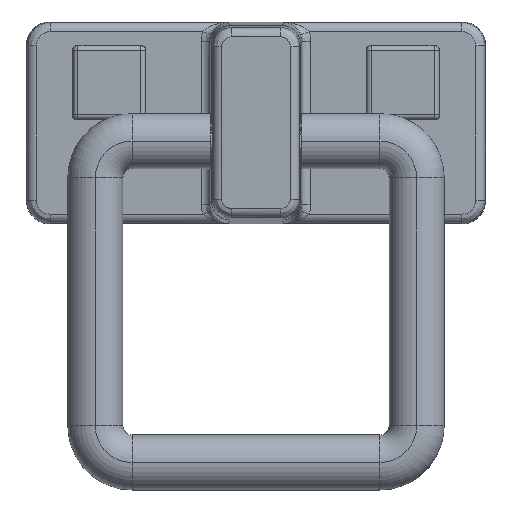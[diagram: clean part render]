
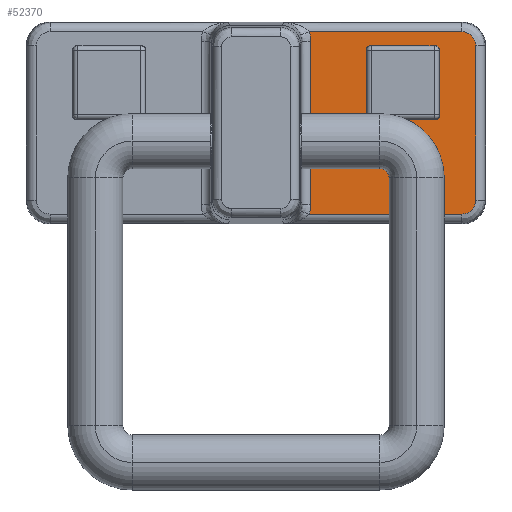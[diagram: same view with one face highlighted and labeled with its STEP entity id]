
A CAD part, top view. The second image highlights one B-rep face of the part: STEP entity #52370.
In plain terms, the highlighted planar face has unit normal (0, 0, 1).
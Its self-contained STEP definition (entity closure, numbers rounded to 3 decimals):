
#36870=CARTESIAN_POINT('',(-27.5,0.33,2.));
#36880=VERTEX_POINT('',#36870);
#36930=CARTESIAN_POINT('',(-27.5,0.83,2.));
#36940=DIRECTION('',(0.,0.,-1.));
#36950=DIRECTION('',(-0.707,-0.707,0.));
#36960=AXIS2_PLACEMENT_3D('',#36930,#36940,#36950);
#36970=ELLIPSE('',#36960,0.501,0.5);
#36980=CARTESIAN_POINT('',(-28.,0.829,2.));
#36990=VERTEX_POINT('',#36980);
#37000=EDGE_CURVE('',#36880,#36990,#36970,.T.);
#41130=CARTESIAN_POINT('',(-16.07,8.43,2.));
#41140=VERTEX_POINT('',#41130);
#41170=CARTESIAN_POINT('',(-17.57,9.93,2.));
#41180=CARTESIAN_POINT('',(-17.535,9.93,2.));
#41190=CARTESIAN_POINT('',(-17.5,9.928,2.));
#41200=CARTESIAN_POINT('',(-17.404,9.922,2.));
#41210=CARTESIAN_POINT('',(-17.342,9.914,2.));
#41220=CARTESIAN_POINT('',(-17.16,9.878,2.));
#41230=CARTESIAN_POINT('',(-17.041,9.839,2.));
#41240=CARTESIAN_POINT('',(-16.773,9.712,2.));
#41250=CARTESIAN_POINT('',(-16.631,9.612,2.));
#41260=CARTESIAN_POINT('',(-16.509,9.491,2.));
#41270=CARTESIAN_POINT('',(-16.422,9.403,2.));
#41280=CARTESIAN_POINT('',(-16.346,9.305,2.));
#41290=CARTESIAN_POINT('',(-16.219,9.093,2.));
#41300=CARTESIAN_POINT('',(-16.169,8.979,2.));
#41310=CARTESIAN_POINT('',(-16.102,8.754,2.));
#41320=CARTESIAN_POINT('',(-16.082,8.645,2.));
#41330=CARTESIAN_POINT('',(-16.072,8.5,2.));
#41340=CARTESIAN_POINT('',(-16.07,8.465,2.));
#41350=CARTESIAN_POINT('',(-16.07,8.43,2.));
#41360=B_SPLINE_CURVE_WITH_KNOTS('',3,(#41170,#41180,#41190,#41200,
#41210,#41220,#41230,#41240,#41250,#41260,#41270,#41280,#41290,#41300,
#41310,#41320,#41330,#41340,#41350),.UNSPECIFIED.,.F.,.F.,(4,2,2,2,3,2,2
,2,4),(0.,0.139,0.386,0.881,
1.569,2.063,2.556,2.998,
3.137),.UNSPECIFIED.);
#41370=CARTESIAN_POINT('',(-17.57,9.93,2.));
#41380=VERTEX_POINT('',#41370);
#41390=EDGE_CURVE('',#41380,#41140,#41360,.T.);
#42720=CARTESIAN_POINT('',(-28.,7.93,2.));
#42730=VERTEX_POINT('',#42720);
#42780=CARTESIAN_POINT('',(-28.,0.,2.));
#42790=DIRECTION('',(0.,1.,0.));
#42800=VECTOR('',#42790,1.);
#42810=LINE('',#42780,#42800);
#42820=EDGE_CURVE('',#36990,#42730,#42810,.T.);
#44670=CARTESIAN_POINT('',(-20.5,0.33,2.));
#44680=VERTEX_POINT('',#44670);
#44820=CARTESIAN_POINT('',(-20.,0.829,2.));
#44830=VERTEX_POINT('',#44820);
#44860=CARTESIAN_POINT('',(-20.5,0.83,2.));
#44870=DIRECTION('',(0.,0.,-1.));
#44880=DIRECTION('',(-0.707,0.707,0.));
#44890=AXIS2_PLACEMENT_3D('',#44860,#44870,#44880);
#44900=ELLIPSE('',#44890,0.501,0.5);
#44910=EDGE_CURVE('',#44830,#44680,#44900,.T.);
#48420=CARTESIAN_POINT('',(-20.,0.,2.));
#48430=DIRECTION('',(0.,-1.,0.));
#48440=VECTOR('',#48430,1.);
#48450=LINE('',#48420,#48440);
#48460=CARTESIAN_POINT('',(-20.,7.93,2.));
#48470=VERTEX_POINT('',#48460);
#48480=EDGE_CURVE('',#48470,#44830,#48450,.T.);
#50940=CARTESIAN_POINT('',(-27.5,7.929,2.));
#50950=DIRECTION('',(0.,0.,-1.));
#50960=DIRECTION('',(-0.707,0.707,0.));
#50970=AXIS2_PLACEMENT_3D('',#50940,#50950,#50960);
#50980=ELLIPSE('',#50970,0.501,0.5);
#50990=CARTESIAN_POINT('',(-27.5,8.43,2.));
#51000=VERTEX_POINT('',#50990);
#51010=EDGE_CURVE('',#42730,#51000,#50980,.T.);
#51130=CARTESIAN_POINT('',(-80.,0.,2.));
#51140=DIRECTION('',(0.,0.,-1.));
#51150=DIRECTION('',(-1.,0.,0.));
#51160=AXIS2_PLACEMENT_3D('',#51130,#51140,#51150);
#51170=PLANE('',#51160);
#51180=CARTESIAN_POINT('',(-34.017,0.,2.));
#51190=DIRECTION('',(0.,-1.,0.));
#51200=VECTOR('',#51190,1.);
#51210=LINE('',#51180,#51200);
#51220=CARTESIAN_POINT('',(-34.017,8.861,2.));
#51230=VERTEX_POINT('',#51220);
#51240=CARTESIAN_POINT('',(-34.017,-8.861,2.));
#51250=VERTEX_POINT('',#51240);
#51260=EDGE_CURVE('',#51230,#51250,#51210,.T.);
#51270=ORIENTED_EDGE('',*,*,#51260,.T.);
#51280=CARTESIAN_POINT('',(-34.214,9.93,2.));
#51290=CARTESIAN_POINT('',(-34.194,9.877,2.));
#51300=CARTESIAN_POINT('',(-34.176,9.825,2.));
#51310=CARTESIAN_POINT('',(-34.15,9.746,2.));
#51320=CARTESIAN_POINT('',(-34.142,9.72,2.));
#51330=CARTESIAN_POINT('',(-34.107,9.598,2.));
#51340=CARTESIAN_POINT('',(-34.085,9.502,2.));
#51350=CARTESIAN_POINT('',(-34.044,9.28,2.));
#51360=CARTESIAN_POINT('',(-34.029,9.155,2.));
#51370=CARTESIAN_POINT('',(-34.019,8.973,2.));
#51380=CARTESIAN_POINT('',(-34.017,8.917,2.));
#51390=CARTESIAN_POINT('',(-34.017,8.861,2.));
#51400=B_SPLINE_CURVE_WITH_KNOTS('',3,(#51280,#51290,#51300,#51310,
#51320,#51330,#51340,#51350,#51360,#51370,#51380,#51390),.UNSPECIFIED.,
.F.,.F.,(4,2,2,2,2,4),(0.,0.139,0.207,
0.455,0.77,0.911),.UNSPECIFIED.);
#51410=CARTESIAN_POINT('',(-34.214,9.93,2.));
#51420=VERTEX_POINT('',#51410);
#51430=EDGE_CURVE('',#51420,#51230,#51400,.T.);
#51440=ORIENTED_EDGE('',*,*,#51430,.T.);
#51450=CARTESIAN_POINT('',(-80.,9.93,2.));
#51460=DIRECTION('',(1.,0.,0.));
#51470=VECTOR('',#51460,1.);
#51480=LINE('',#51450,#51470);
#51490=EDGE_CURVE('',#51420,#41380,#51480,.T.);
#51500=ORIENTED_EDGE('',*,*,#51490,.F.);
#51510=ORIENTED_EDGE('',*,*,#41390,.F.);
#51520=CARTESIAN_POINT('',(-16.07,0.,2.));
#51530=DIRECTION('',(0.,-1.,0.));
#51540=VECTOR('',#51530,1.);
#51550=LINE('',#51520,#51540);
#51560=CARTESIAN_POINT('',(-16.07,-8.43,2.));
#51570=VERTEX_POINT('',#51560);
#51580=EDGE_CURVE('',#41140,#51570,#51550,.T.);
#51590=ORIENTED_EDGE('',*,*,#51580,.F.);
#51600=CARTESIAN_POINT('',(-16.07,-8.43,2.));
#51610=CARTESIAN_POINT('',(-16.07,-8.465,2.));
#51620=CARTESIAN_POINT('',(-16.072,-8.5,2.));
#51630=CARTESIAN_POINT('',(-16.078,-8.596,2.));
#51640=CARTESIAN_POINT('',(-16.086,-8.658,2.));
#51650=CARTESIAN_POINT('',(-16.122,-8.84,2.));
#51660=CARTESIAN_POINT('',(-16.161,-8.959,2.));
#51670=CARTESIAN_POINT('',(-16.288,-9.227,2.));
#51680=CARTESIAN_POINT('',(-16.388,-9.369,2.));
#51690=CARTESIAN_POINT('',(-16.509,-9.491,2.));
#51700=CARTESIAN_POINT('',(-16.597,-9.578,2.));
#51710=CARTESIAN_POINT('',(-16.695,-9.654,2.));
#51720=CARTESIAN_POINT('',(-16.907,-9.781,2.));
#51730=CARTESIAN_POINT('',(-17.021,-9.831,2.));
#51740=CARTESIAN_POINT('',(-17.246,-9.898,2.));
#51750=CARTESIAN_POINT('',(-17.355,-9.918,2.));
#51760=CARTESIAN_POINT('',(-17.5,-9.928,2.));
#51770=CARTESIAN_POINT('',(-17.535,-9.93,2.));
#51780=CARTESIAN_POINT('',(-17.57,-9.93,2.));
#51790=B_SPLINE_CURVE_WITH_KNOTS('',3,(#51600,#51610,#51620,#51630,
#51640,#51650,#51660,#51670,#51680,#51690,#51700,#51710,#51720,#51730,
#51740,#51750,#51760,#51770,#51780),.UNSPECIFIED.,.F.,.F.,(4,2,2,2,3,2,2
,2,4),(0.,0.139,0.386,0.881,
1.569,2.063,2.556,2.998,
3.137),.UNSPECIFIED.);
#51800=CARTESIAN_POINT('',(-17.57,-9.93,2.));
#51810=VERTEX_POINT('',#51800);
#51820=EDGE_CURVE('',#51570,#51810,#51790,.T.);
#51830=ORIENTED_EDGE('',*,*,#51820,.F.);
#51840=CARTESIAN_POINT('',(-80.,-9.93,2.));
#51850=DIRECTION('',(-1.,0.,0.));
#51860=VECTOR('',#51850,1.);
#51870=LINE('',#51840,#51860);
#51880=CARTESIAN_POINT('',(-34.214,-9.93,2.));
#51890=VERTEX_POINT('',#51880);
#51900=EDGE_CURVE('',#51810,#51890,#51870,.T.);
#51910=ORIENTED_EDGE('',*,*,#51900,.F.);
#51920=CARTESIAN_POINT('',(-34.017,-8.861,2.));
#51930=CARTESIAN_POINT('',(-34.017,-8.917,2.));
#51940=CARTESIAN_POINT('',(-34.019,-8.973,2.));
#51950=CARTESIAN_POINT('',(-34.029,-9.155,2.));
#51960=CARTESIAN_POINT('',(-34.044,-9.28,2.));
#51970=CARTESIAN_POINT('',(-34.085,-9.502,2.));
#51980=CARTESIAN_POINT('',(-34.107,-9.598,2.));
#51990=CARTESIAN_POINT('',(-34.142,-9.72,2.));
#52000=CARTESIAN_POINT('',(-34.15,-9.746,2.));
#52010=CARTESIAN_POINT('',(-34.176,-9.825,2.));
#52020=CARTESIAN_POINT('',(-34.194,-9.877,2.));
#52030=CARTESIAN_POINT('',(-34.214,-9.93,2.));
#52040=B_SPLINE_CURVE_WITH_KNOTS('',3,(#51920,#51930,#51940,#51950,
#51960,#51970,#51980,#51990,#52000,#52010,#52020,#52030),.UNSPECIFIED.,
.F.,.F.,(4,2,2,2,2,4),(0.,0.14,0.455,
0.703,0.771,0.911),.UNSPECIFIED.);
#52050=EDGE_CURVE('',#51250,#51890,#52040,.T.);
#52060=ORIENTED_EDGE('',*,*,#52050,.T.);
#52070=EDGE_LOOP('',(#52060,#51910,#51830,#51590,#51510,#51500,#51440,
#51270));
#52080=FACE_OUTER_BOUND('',#52070,.T.);
#52090=CARTESIAN_POINT('',(-80.,8.43,2.));
#52100=DIRECTION('',(1.,0.,0.));
#52110=VECTOR('',#52100,1.);
#52120=LINE('',#52090,#52110);
#52130=CARTESIAN_POINT('',(-20.5,8.43,2.));
#52140=VERTEX_POINT('',#52130);
#52150=EDGE_CURVE('',#51000,#52140,#52120,.T.);
#52160=ORIENTED_EDGE('',*,*,#52150,.T.);
#52170=ORIENTED_EDGE('',*,*,#51010,.T.);
#52180=ORIENTED_EDGE('',*,*,#42820,.T.);
#52190=ORIENTED_EDGE('',*,*,#37000,.T.);
#52200=CARTESIAN_POINT('',(-80.,0.33,2.));
#52210=DIRECTION('',(-1.,0.,0.));
#52220=VECTOR('',#52210,1.);
#52230=LINE('',#52200,#52220);
#52240=EDGE_CURVE('',#44680,#36880,#52230,.T.);
#52250=ORIENTED_EDGE('',*,*,#52240,.T.);
#52260=ORIENTED_EDGE('',*,*,#44910,.T.);
#52270=ORIENTED_EDGE('',*,*,#48480,.T.);
#52280=CARTESIAN_POINT('',(-20.5,7.929,2.));
#52290=DIRECTION('',(0.,0.,-1.));
#52300=DIRECTION('',(-0.707,-0.707,0.));
#52310=AXIS2_PLACEMENT_3D('',#52280,#52290,#52300);
#52320=ELLIPSE('',#52310,0.501,0.5);
#52330=EDGE_CURVE('',#52140,#48470,#52320,.T.);
#52340=ORIENTED_EDGE('',*,*,#52330,.T.);
#52350=EDGE_LOOP('',(#52340,#52270,#52260,#52250,#52190,#52180,#52170,
#52160));
#52360=FACE_BOUND('',#52350,.T.);
#52370=ADVANCED_FACE('',(#52080,#52360),#51170,.F.);
